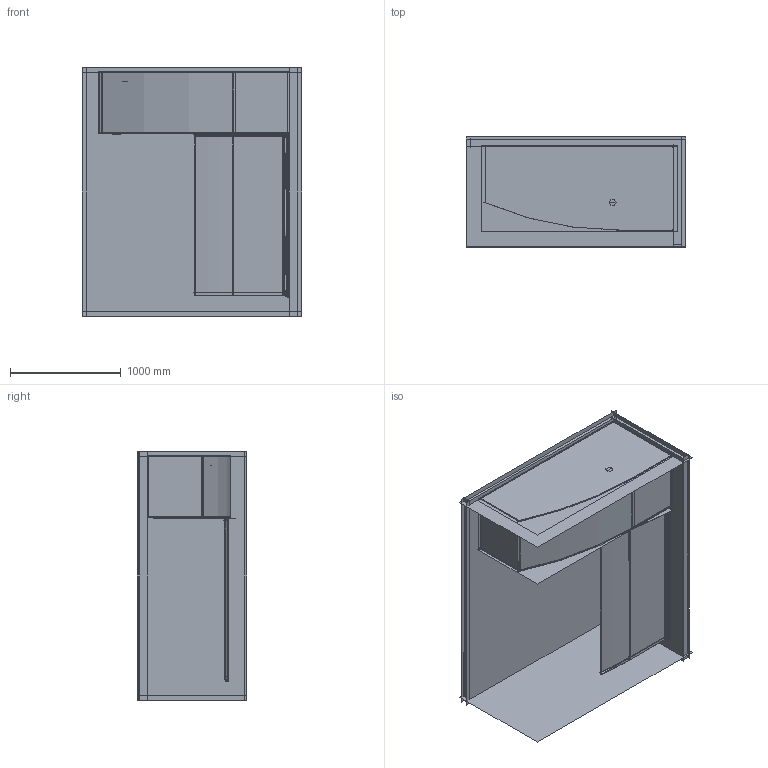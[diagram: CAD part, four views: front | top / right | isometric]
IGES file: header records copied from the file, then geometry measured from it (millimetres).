
Start section:  PTC IGES file: DCP9FG.igs
Global section: file name: DCP9FG.igs; native system: Pro/ENGINEER by Parametric Technology Corporation; preprocessor: 2010280; author: admin; organization: Unknown; date: 20140604.162305; units: millimetre
Bounding box: 1976 x 988 x 2236 mm (x, y, z)
Surface area: 49466097.8 mm2 (no closed solid volume)
Topology: 0 solids, 0 shells, 2510 faces, 37543 edges, 49038 vertices
Faces by surface type: revolution 1374, bspline 1136
